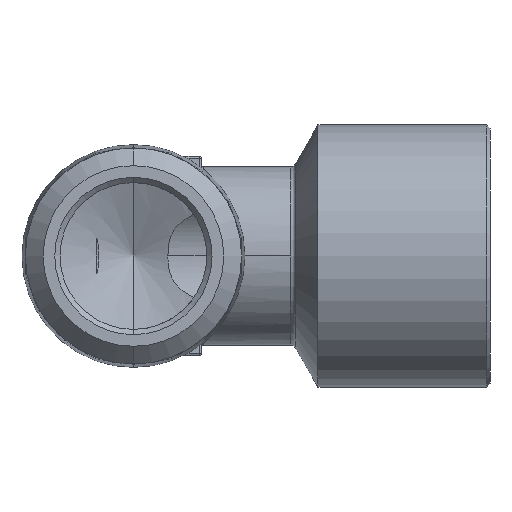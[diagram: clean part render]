
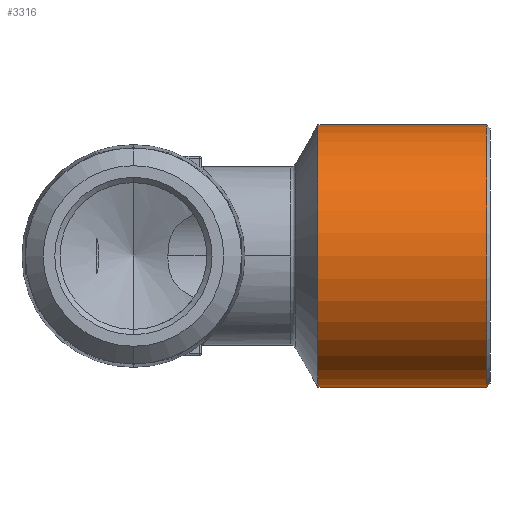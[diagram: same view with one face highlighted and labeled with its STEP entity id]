
A CAD part, front view. The second image highlights one B-rep face of the part: STEP entity #3316.
In plain terms, the highlighted cylindrical face has radius 12.5 mm (diameter 25 mm), a partial arc.
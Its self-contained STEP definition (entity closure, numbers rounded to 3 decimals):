
#120 = CARTESIAN_POINT ( 'NONE',  ( 0., 0., -12.5 ) ) ;
#123 = LINE ( 'NONE', #124, #3034 ) ;
#124 = CARTESIAN_POINT ( 'NONE',  ( 0., 0., 12.5 ) ) ;
#125 = DIRECTION ( 'NONE',  ( -1., 0., 0. ) ) ;
#128 = LINE ( 'NONE', #120, #3036 ) ;
#132 = DIRECTION ( 'NONE',  ( -1., 0., 0. ) ) ;
#428 = AXIS2_PLACEMENT_3D ( 'NONE', #1076, #1073, #1079 ) ;
#713 = EDGE_LOOP ( 'NONE', ( #810, #849, #836, #784 ) ) ;
#716 = VERTEX_POINT ( 'NONE', #1135 ) ;
#722 = VERTEX_POINT ( 'NONE', #1136 ) ;
#784 = ORIENTED_EDGE ( 'NONE', *, *, #3434, .T. ) ;
#810 = ORIENTED_EDGE ( 'NONE', *, *, #3360, .F. ) ;
#836 = ORIENTED_EDGE ( 'NONE', *, *, #3358, .T. ) ;
#849 = ORIENTED_EDGE ( 'NONE', *, *, #1806, .T. ) ;
#1073 = DIRECTION ( 'NONE',  ( -1., 0., 0. ) ) ;
#1075 = FACE_OUTER_BOUND ( 'NONE', #713, .T. ) ;
#1076 = CARTESIAN_POINT ( 'NONE',  ( 0., 0., 0. ) ) ;
#1078 = CYLINDRICAL_SURFACE ( 'NONE', #428, 12.5 ) ;
#1079 = DIRECTION ( 'NONE',  ( 0., 0., 1. ) ) ;
#1135 = CARTESIAN_POINT ( 'NONE',  ( 33.7, 0., -12.5 ) ) ;
#1136 = CARTESIAN_POINT ( 'NONE',  ( 33.7, 0., 12.5 ) ) ;
#1191 = CARTESIAN_POINT ( 'NONE',  ( 17.598, 0., 12.5 ) ) ;
#1386 = VERTEX_POINT ( 'NONE', #1191 ) ;
#1806 = EDGE_CURVE ( 'NONE', #716, #722, #2585, .T. ) ;
#1930 = AXIS2_PLACEMENT_3D ( 'NONE', #3830, #3831, #3832 ) ;
#1960 = CIRCLE ( 'NONE', #1930, 12.5 ) ;
#2336 = CARTESIAN_POINT ( 'NONE',  ( 33.7, 0., 0. ) ) ;
#2338 = DIRECTION ( 'NONE',  ( -1., 0., 0. ) ) ;
#2340 = DIRECTION ( 'NONE',  ( 0., 0., 1. ) ) ;
#2585 = CIRCLE ( 'NONE', #2589, 12.5 ) ;
#2589 = AXIS2_PLACEMENT_3D ( 'NONE', #2336, #2338, #2340 ) ;
#3034 = VECTOR ( 'NONE', #125, 1000. ) ;
#3036 = VECTOR ( 'NONE', #132, 1000. ) ;
#3316 = ADVANCED_FACE ( 'NONE', ( #1075 ), #1078, .T. ) ;
#3358 = EDGE_CURVE ( 'NONE', #722, #1386, #123, .T. ) ;
#3360 = EDGE_CURVE ( 'NONE', #716, #3924, #128, .T. ) ;
#3434 = EDGE_CURVE ( 'NONE', #1386, #3924, #1960, .T. ) ;
#3517 = CARTESIAN_POINT ( 'NONE',  ( 17.598, 0., -12.5 ) ) ;
#3830 = CARTESIAN_POINT ( 'NONE',  ( 17.598, 0., 0. ) ) ;
#3831 = DIRECTION ( 'NONE',  ( 1., 0., 0. ) ) ;
#3832 = DIRECTION ( 'NONE',  ( 0., 0., -1. ) ) ;
#3924 = VERTEX_POINT ( 'NONE', #3517 ) ;
